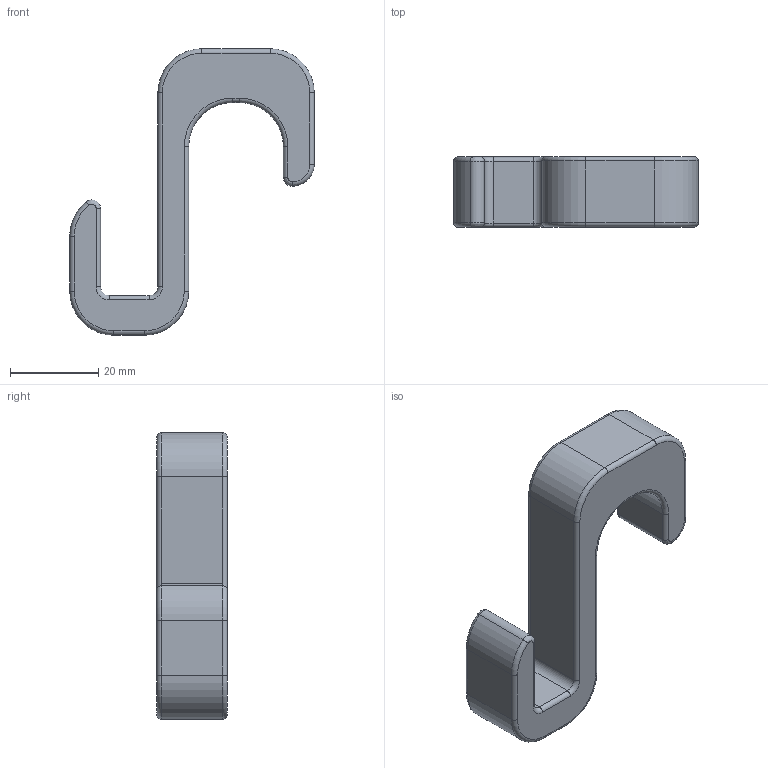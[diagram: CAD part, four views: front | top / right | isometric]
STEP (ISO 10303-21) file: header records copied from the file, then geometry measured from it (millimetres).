
FILE_DESCRIPTION(/* description */ (''),/* implementation_level */ '2;1');
FILE_NAME(/* name */ 'Inovativ-hook v3thk.step',/* time_stamp */ '2023-12-13T20:27:00-08:00',/* author */ (''),/* organization */ (''),/* preprocessor_version */ 'ST-DEVELOPER v20',/* originating_system */ 'Autodesk Translation Framework v12.14.0.127',/* authorisation */ '');
FILE_SCHEMA (('AUTOMOTIVE_DESIGN { 1 0 10303 214 3 1 1 }'));
Length unit declared in the file: millimetre
Products named in the file (1): Inovativ-hook
Bounding box: 55.5 x 16 x 65 mm (x, y, z)
Volume: 19193.7 mm3; surface area: 6820.1 mm2
Topology: 1 solids, 1 shells, 148 faces, 379 edges, 238 vertices
Faces by surface type: bspline 56, plane 40, cylinder 32, torus 20
Entity records: 5004 total; most frequent: CARTESIAN_POINT 1694, ORIENTED_EDGE 758, DIRECTION 553, EDGE_CURVE 379, VERTEX_POINT 238, AXIS2_PLACEMENT_3D 185, LINE 183, VECTOR 183
